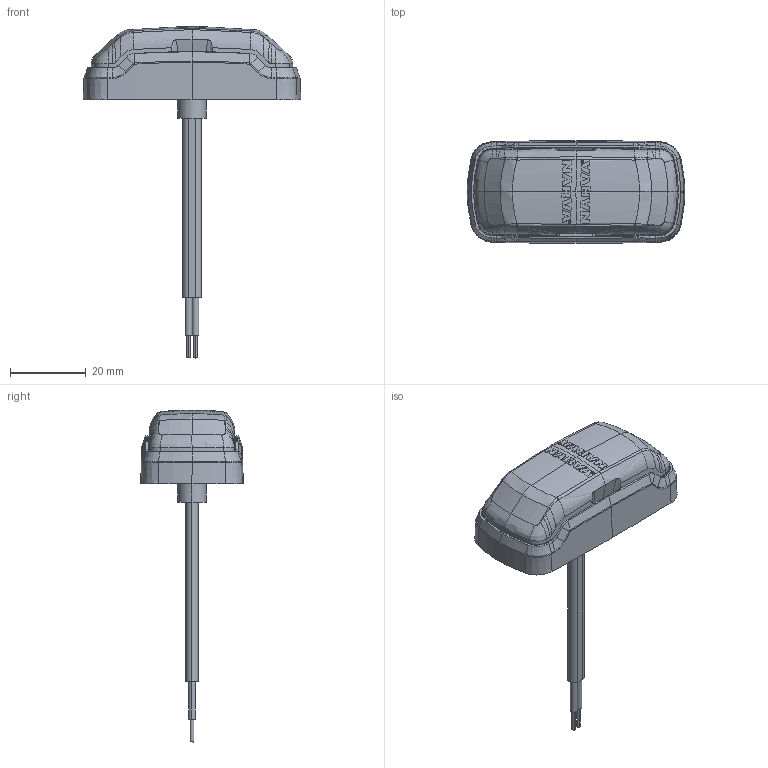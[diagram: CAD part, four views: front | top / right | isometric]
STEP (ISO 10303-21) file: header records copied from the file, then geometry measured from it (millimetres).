
FILE_DESCRIPTION (( 'STEP AP203' ), '1' );
FILE_NAME ('Model 63 64_Customer.STEP', '2024-07-17T04:37:55', ( '' ), ( '' ), 'SwSTEP 2.0', 'SolidWorks 2022', '' );
FILE_SCHEMA (( 'CONFIG_CONTROL_DESIGN' ));
Length unit declared in the file: millimetre
Products named in the file (1): Model 63 64_Customer
Bounding box: 57.35 x 27.08 x 87.51 mm (x, y, z)
Volume: 22091.2 mm3; surface area: 10927.4 mm2
Topology: 2 solids, 2 shells, 546 faces, 1430 edges, 913 vertices
Faces by surface type: plane 166, bspline 156, cone 92, cylinder 86, torus 42, sphere 4
Entity records: 32183 total; most frequent: CARTESIAN_POINT 21244, ORIENTED_EDGE 2860, EDGE_CURVE 1430, DIRECTION 1256, B_SPLINE_CURVE_WITH_KNOTS 1034, VERTEX_POINT 913, EDGE_LOOP 581, ADVANCED_FACE 546
